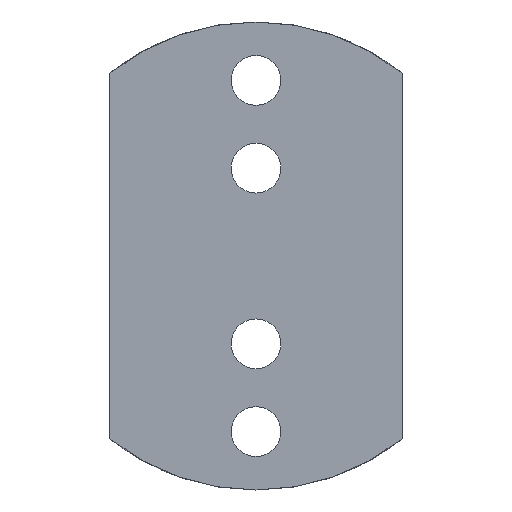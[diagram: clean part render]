
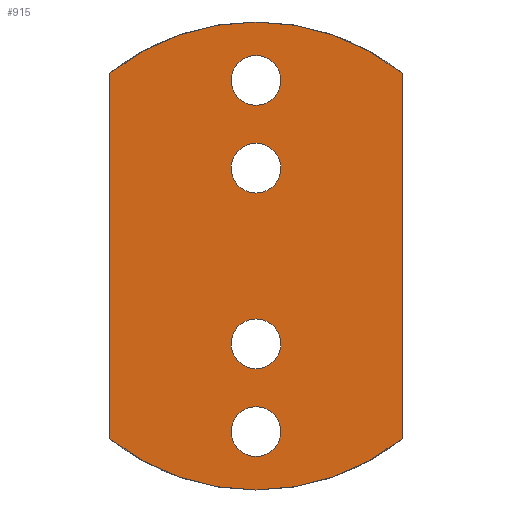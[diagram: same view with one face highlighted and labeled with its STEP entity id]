
A CAD part, left-side view. The second image highlights one B-rep face of the part: STEP entity #915.
In plain terms, the highlighted planar face has unit normal (-1, 0, 0).
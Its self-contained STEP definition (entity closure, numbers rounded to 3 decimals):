
#7 = EDGE_LOOP ( 'NONE', ( #76, #98 ) ) ;
#17 = FACE_BOUND ( 'NONE', #680, .T. ) ;
#27 = DIRECTION ( 'NONE',  ( 1., 0., 0. ) ) ;
#30 = CIRCLE ( 'NONE', #312, 4.25 ) ;
#31 = CARTESIAN_POINT ( 'NONE',  ( 0., -25., -31.2 ) ) ;
#36 = CARTESIAN_POINT ( 'NONE',  ( 0., 0., 15. ) ) ;
#42 = FACE_BOUND ( 'NONE', #593, .T. ) ;
#43 = DIRECTION ( 'NONE',  ( 1., 0., 0. ) ) ;
#46 = DIRECTION ( 'NONE',  ( 0., 0., -1. ) ) ;
#50 = DIRECTION ( 'NONE',  ( 0., 0., -1. ) ) ;
#76 = ORIENTED_EDGE ( 'NONE', *, *, #211, .T. ) ;
#98 = ORIENTED_EDGE ( 'NONE', *, *, #407, .T. ) ;
#103 = ORIENTED_EDGE ( 'NONE', *, *, #683, .T. ) ;
#119 = ORIENTED_EDGE ( 'NONE', *, *, #641, .T. ) ;
#120 = EDGE_CURVE ( 'NONE', #955, #520, #760, .T. ) ;
#133 = CARTESIAN_POINT ( 'NONE',  ( 0., 0., -19.25 ) ) ;
#162 = EDGE_CURVE ( 'NONE', #209, #413, #709, .T. ) ;
#172 = VERTEX_POINT ( 'NONE', #843 ) ;
#175 = CARTESIAN_POINT ( 'NONE',  ( 0., 25., 40. ) ) ;
#185 = VERTEX_POINT ( 'NONE', #213 ) ;
#195 = EDGE_LOOP ( 'NONE', ( #425, #923, #818, #734 ) ) ;
#199 = CARTESIAN_POINT ( 'NONE',  ( 0., 0., -25.75 ) ) ;
#209 = VERTEX_POINT ( 'NONE', #886 ) ;
#211 = EDGE_CURVE ( 'NONE', #274, #185, #566, .T. ) ;
#213 = CARTESIAN_POINT ( 'NONE',  ( 0., 0., 19.25 ) ) ;
#214 = DIRECTION ( 'NONE',  ( -1., 0., 0. ) ) ;
#227 = ORIENTED_EDGE ( 'NONE', *, *, #871, .T. ) ;
#233 = FACE_BOUND ( 'NONE', #489, .T. ) ;
#239 = EDGE_CURVE ( 'NONE', #345, #491, #387, .T. ) ;
#262 = CARTESIAN_POINT ( 'NONE',  ( 0., 0., 0.025 ) ) ;
#274 = VERTEX_POINT ( 'NONE', #328 ) ;
#278 = AXIS2_PLACEMENT_3D ( 'NONE', #609, #972, #611 ) ;
#295 = DIRECTION ( 'NONE',  ( -1., 0., 0. ) ) ;
#296 = DIRECTION ( 'NONE',  ( 1., 0., 0. ) ) ;
#305 = ORIENTED_EDGE ( 'NONE', *, *, #120, .T. ) ;
#312 = AXIS2_PLACEMENT_3D ( 'NONE', #487, #492, #496 ) ;
#328 = CARTESIAN_POINT ( 'NONE',  ( 0., 0., 10.75 ) ) ;
#345 = VERTEX_POINT ( 'NONE', #627 ) ;
#346 = AXIS2_PLACEMENT_3D ( 'NONE', #380, #214, #403 ) ;
#348 = DIRECTION ( 'NONE',  ( 0., -1., 0. ) ) ;
#349 = VECTOR ( 'NONE', #806, 1000. ) ;
#351 = CARTESIAN_POINT ( 'NONE',  ( 0., 0., -34.25 ) ) ;
#380 = CARTESIAN_POINT ( 'NONE',  ( 0., 0., -0.025 ) ) ;
#387 = LINE ( 'NONE', #515, #349 ) ;
#389 = CIRCLE ( 'NONE', #457, 40. ) ;
#390 = AXIS2_PLACEMENT_3D ( 'NONE', #424, #431, #433 ) ;
#403 = DIRECTION ( 'NONE',  ( 0., 1., 0. ) ) ;
#406 = DIRECTION ( 'NONE',  ( 1., 0., 0. ) ) ;
#407 = EDGE_CURVE ( 'NONE', #185, #274, #630, .T. ) ;
#410 = CIRCLE ( 'NONE', #528, 4.25 ) ;
#413 = VERTEX_POINT ( 'NONE', #838 ) ;
#424 = CARTESIAN_POINT ( 'NONE',  ( 0., 0., 30. ) ) ;
#425 = ORIENTED_EDGE ( 'NONE', *, *, #942, .T. ) ;
#426 = CARTESIAN_POINT ( 'NONE',  ( 0., 0., 40. ) ) ;
#427 = DIRECTION ( 'NONE',  ( 1., 0., 0. ) ) ;
#431 = DIRECTION ( 'NONE',  ( 1., 0., 0. ) ) ;
#433 = DIRECTION ( 'NONE',  ( 0., 0., -1. ) ) ;
#438 = DIRECTION ( 'NONE',  ( 0., 0., -1. ) ) ;
#450 = CIRCLE ( 'NONE', #390, 4.25 ) ;
#457 = AXIS2_PLACEMENT_3D ( 'NONE', #262, #295, #348 ) ;
#461 = CARTESIAN_POINT ( 'NONE',  ( 0., 0., 34.25 ) ) ;
#465 = CARTESIAN_POINT ( 'NONE',  ( 0., 0., -10.75 ) ) ;
#481 = DIRECTION ( 'NONE',  ( 0., 1., 0. ) ) ;
#487 = CARTESIAN_POINT ( 'NONE',  ( 0., 0., -30. ) ) ;
#489 = EDGE_LOOP ( 'NONE', ( #103, #227 ) ) ;
#491 = VERTEX_POINT ( 'NONE', #31 ) ;
#492 = DIRECTION ( 'NONE',  ( 1., 0., 0. ) ) ;
#496 = DIRECTION ( 'NONE',  ( 0., 0., -1. ) ) ;
#498 = AXIS2_PLACEMENT_3D ( 'NONE', #964, #427, #438 ) ;
#501 = AXIS2_PLACEMENT_3D ( 'NONE', #36, #43, #50 ) ;
#509 = AXIS2_PLACEMENT_3D ( 'NONE', #426, #406, #481 ) ;
#515 = CARTESIAN_POINT ( 'NONE',  ( 0., -25., 40. ) ) ;
#517 = PLANE ( 'NONE',  #509 ) ;
#520 = VERTEX_POINT ( 'NONE', #133 ) ;
#526 = CARTESIAN_POINT ( 'NONE',  ( 0., 0., -15. ) ) ;
#528 = AXIS2_PLACEMENT_3D ( 'NONE', #543, #27, #46 ) ;
#543 = CARTESIAN_POINT ( 'NONE',  ( 0., 0., 30. ) ) ;
#550 = AXIS2_PLACEMENT_3D ( 'NONE', #526, #296, #791 ) ;
#566 = CIRCLE ( 'NONE', #498, 4.25 ) ;
#570 = VERTEX_POINT ( 'NONE', #199 ) ;
#593 = EDGE_LOOP ( 'NONE', ( #836, #305 ) ) ;
#609 = CARTESIAN_POINT ( 'NONE',  ( 0., 0., -15. ) ) ;
#611 = DIRECTION ( 'NONE',  ( 0., 0., -1. ) ) ;
#612 = CIRCLE ( 'NONE', #346, 40. ) ;
#627 = CARTESIAN_POINT ( 'NONE',  ( 0., -25., 31.2 ) ) ;
#630 = CIRCLE ( 'NONE', #501, 4.25 ) ;
#641 = EDGE_CURVE ( 'NONE', #172, #951, #450, .T. ) ;
#678 = CIRCLE ( 'NONE', #756, 4.25 ) ;
#680 = EDGE_LOOP ( 'NONE', ( #119, #699 ) ) ;
#683 = EDGE_CURVE ( 'NONE', #949, #570, #30, .T. ) ;
#699 = ORIENTED_EDGE ( 'NONE', *, *, #920, .T. ) ;
#709 = LINE ( 'NONE', #175, #751 ) ;
#734 = ORIENTED_EDGE ( 'NONE', *, *, #239, .F. ) ;
#744 = CIRCLE ( 'NONE', #278, 4.25 ) ;
#751 = VECTOR ( 'NONE', #913, 1000. ) ;
#756 = AXIS2_PLACEMENT_3D ( 'NONE', #877, #879, #881 ) ;
#760 = CIRCLE ( 'NONE', #550, 4.25 ) ;
#774 = EDGE_CURVE ( 'NONE', #520, #955, #744, .T. ) ;
#791 = DIRECTION ( 'NONE',  ( 0., 0., -1. ) ) ;
#792 = FACE_OUTER_BOUND ( 'NONE', #195, .T. ) ;
#806 = DIRECTION ( 'NONE',  ( 0., 0., -1. ) ) ;
#817 = FACE_BOUND ( 'NONE', #7, .T. ) ;
#818 = ORIENTED_EDGE ( 'NONE', *, *, #940, .T. ) ;
#836 = ORIENTED_EDGE ( 'NONE', *, *, #774, .T. ) ;
#838 = CARTESIAN_POINT ( 'NONE',  ( 0., 25., -31.2 ) ) ;
#843 = CARTESIAN_POINT ( 'NONE',  ( 0., 0., 25.75 ) ) ;
#871 = EDGE_CURVE ( 'NONE', #570, #949, #678, .T. ) ;
#877 = CARTESIAN_POINT ( 'NONE',  ( 0., 0., -30. ) ) ;
#879 = DIRECTION ( 'NONE',  ( 1., 0., 0. ) ) ;
#881 = DIRECTION ( 'NONE',  ( 0., 0., -1. ) ) ;
#886 = CARTESIAN_POINT ( 'NONE',  ( 0., 25., 31.2 ) ) ;
#913 = DIRECTION ( 'NONE',  ( 0., 0., -1. ) ) ;
#915 = ADVANCED_FACE ( 'NONE', ( #233, #42, #817, #17, #792 ), #517, .F. ) ;
#920 = EDGE_CURVE ( 'NONE', #951, #172, #410, .T. ) ;
#923 = ORIENTED_EDGE ( 'NONE', *, *, #162, .T. ) ;
#940 = EDGE_CURVE ( 'NONE', #413, #491, #389, .T. ) ;
#942 = EDGE_CURVE ( 'NONE', #345, #209, #612, .T. ) ;
#949 = VERTEX_POINT ( 'NONE', #351 ) ;
#951 = VERTEX_POINT ( 'NONE', #461 ) ;
#955 = VERTEX_POINT ( 'NONE', #465 ) ;
#964 = CARTESIAN_POINT ( 'NONE',  ( 0., 0., 15. ) ) ;
#972 = DIRECTION ( 'NONE',  ( 1., 0., 0. ) ) ;
